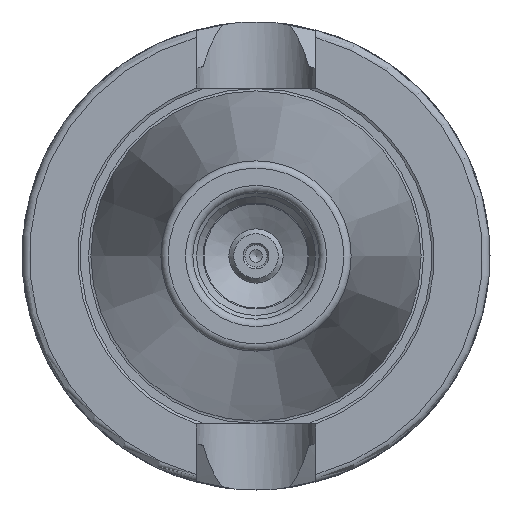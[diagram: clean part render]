
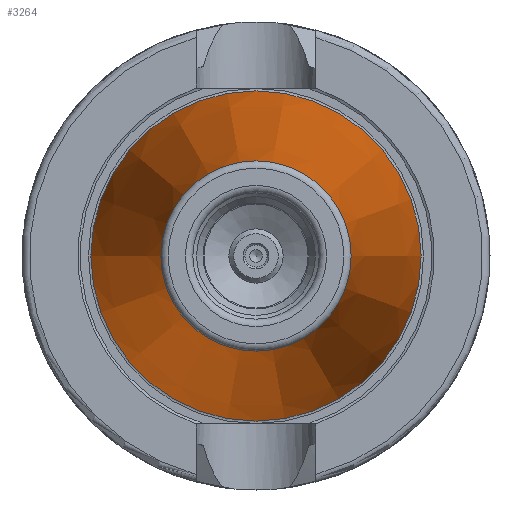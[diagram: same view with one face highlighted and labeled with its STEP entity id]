
A CAD part, left-side view. The second image highlights one B-rep face of the part: STEP entity #3264.
In plain terms, the highlighted conical face has half-angle 8.297 degrees and reference radius 17.519 mm.
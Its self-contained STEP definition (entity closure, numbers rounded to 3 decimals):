
#3230=CARTESIAN_POINT('',(-64.544,12.812,0.0));
#3231=VERTEX_POINT('',#3230);
#3232=CARTESIAN_POINT('',(-64.544,0.0,0.0));
#3233=DIRECTION('',(1.0,0.0,0.0));
#3234=DIRECTION('',(0.0,1.0,0.0));
#3235=AXIS2_PLACEMENT_3D('',#3232,#3233,#3234);
#3236=CIRCLE('',#3235,12.812);
#3237=EDGE_CURVE('',#3231,#3231,#3236,.T.);
#3245=CARTESIAN_POINT('',(-32.272,0.0,0.0));
#3246=DIRECTION('',(1.0,0.0,0.0));
#3247=DIRECTION('',(0.0,1.0,0.0));
#3248=AXIS2_PLACEMENT_3D('',#3245,#3246,#3247);
#3249=CONICAL_SURFACE('',#3248,17.519,8.297);
#3250=CARTESIAN_POINT('',(0.,22.225,0.0));
#3251=VERTEX_POINT('',#3250);
#3252=CARTESIAN_POINT('',(0.,0.0,0.0));
#3253=DIRECTION('',(1.0,0.0,0.0));
#3254=DIRECTION('',(0.0,1.0,0.0));
#3255=AXIS2_PLACEMENT_3D('',#3252,#3253,#3254);
#3256=CIRCLE('',#3255,22.225);
#3257=EDGE_CURVE('',#3251,#3251,#3256,.T.);
#3258=ORIENTED_EDGE('',*,*,#3257,.F.);
#3259=EDGE_LOOP('',(#3258));
#3260=FACE_OUTER_BOUND('',#3259,.T.);
#3261=ORIENTED_EDGE('',*,*,#3237,.T.);
#3262=EDGE_LOOP('',(#3261));
#3263=FACE_BOUND('',#3262,.T.);
#3264=ADVANCED_FACE('',(#3260,#3263),#3249,.T.);
